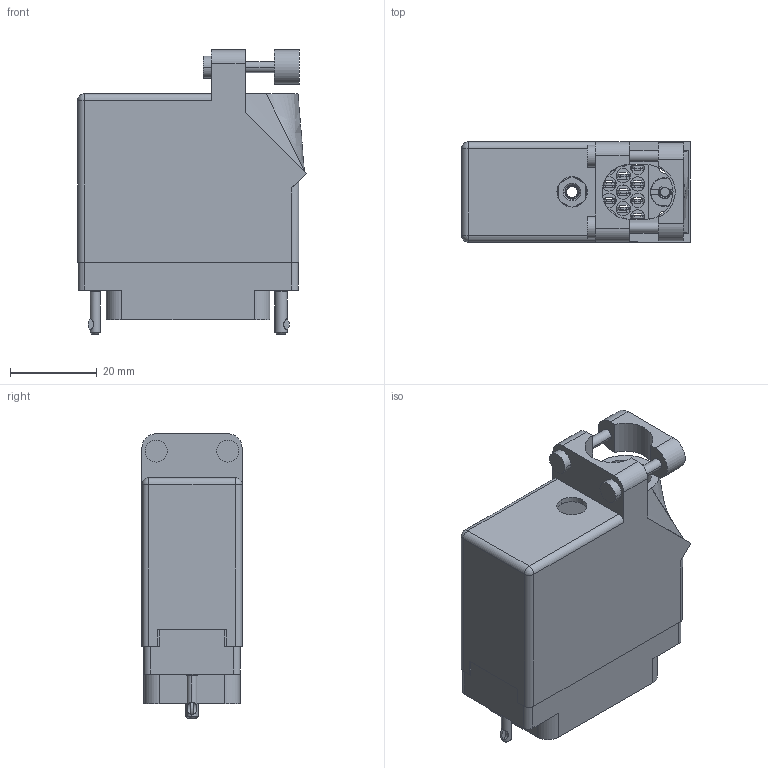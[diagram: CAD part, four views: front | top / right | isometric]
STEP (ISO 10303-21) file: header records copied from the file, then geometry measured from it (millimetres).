
FILE_DESCRIPTION (( 'STEP AP203' ), '1' );
FILE_NAME ('516-038-500-512.STEP', '2020-03-09T20:22:28', ( '' ), ( '' ), 'SwSTEP 2.0', 'SolidWorks 2016', '' );
FILE_SCHEMA (( 'CONFIG_CONTROL_DESIGN' ));
Length unit declared in the file: inch
Products named in the file (8): 516-038-500-512; 516 Plug Insulator_038; 516-230-001_Plastic - 038 Top Entry; 516-252-021-102_038; 516-252-035-100_516-252-035-100; 516-292-001_500 Contact; 516-222-038-102_038; 516-222-038-102_039
Assembly tree (45 placements, depth 2):
  516-038-500-512
    516 Plug Insulator_038
    516-292-001_500 Contact  x38
    516-230-001_Plastic - 038 Top Entry
    516-252-021-102_038  x2
    516-222-038-102_038
    516-252-035-100_516-252-035-100
    516-222-038-102_039
Bounding box: 52.85 x 23.11 x 65.61 mm (x, y, z)
Volume: 21290.1 mm3; surface area: 33520.9 mm2
Topology: 45 solids, 45 shells, 4082 faces, 11752 edges, 7786 vertices
Faces by surface type: plane 2367, cylinder 1390, bspline 273, cone 46, torus 4, sphere 2
Entity records: 49307 total; most frequent: CARTESIAN_POINT 14756, ORIENTED_EDGE 7040, DIRECTION 6635, EDGE_CURVE 3520, VECTOR 2369, LINE 2369, VERTEX_POINT 2324, AXIS2_PLACEMENT_3D 2133
